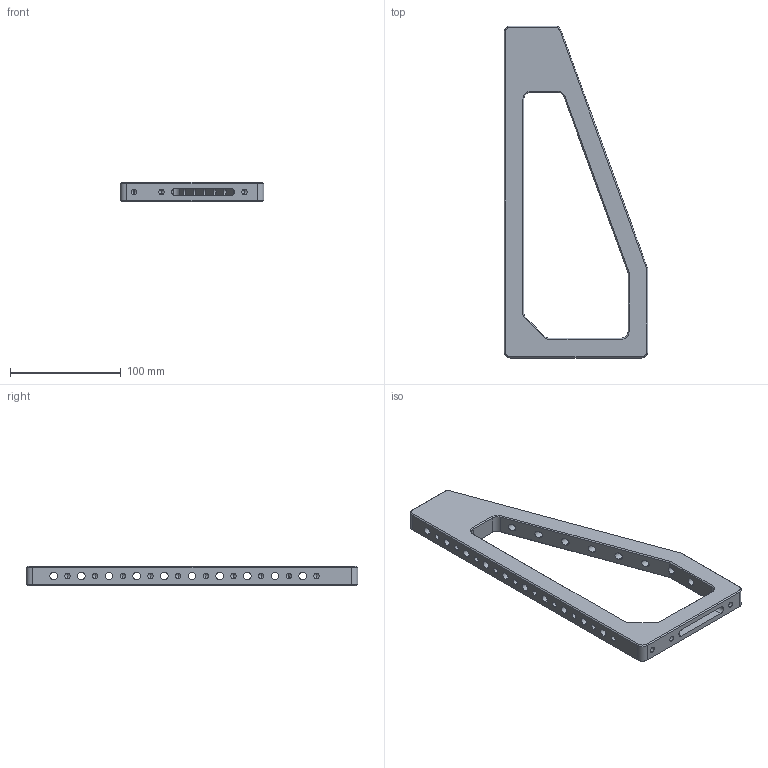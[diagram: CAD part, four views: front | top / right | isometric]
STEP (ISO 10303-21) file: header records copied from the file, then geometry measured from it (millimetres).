
FILE_DESCRIPTION (( 'STEP AP203' ), '1' );
FILE_NAME ('GCM-301022M.STEP', '2019-06-28T03:48:51', ( '' ), ( '' ), 'SwSTEP 2.0', 'SolidWorks 2015', '' );
FILE_SCHEMA (( 'CONFIG_CONTROL_DESIGN' ));
Length unit declared in the file: millimetre
Products named in the file (1): GCM-301022M
Bounding box: 130 x 300 x 18 mm (x, y, z)
Volume: 223874.2 mm3; surface area: 65726.3 mm2
Topology: 1 solids, 1 shells, 175 faces, 442 edges, 254 vertices
Faces by surface type: cylinder 84, cone 52, plane 39
Entity records: 5138 total; most frequent: CARTESIAN_POINT 927, DIRECTION 894, ORIENTED_EDGE 820, EDGE_CURVE 410, AXIS2_PLACEMENT_3D 337, VERTEX_POINT 254, EDGE_LOOP 232, LINE 220
